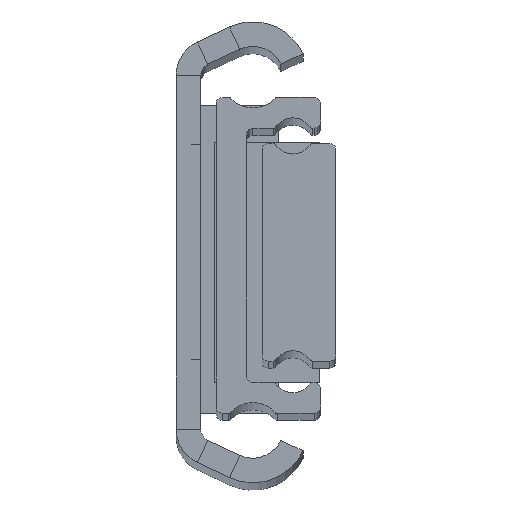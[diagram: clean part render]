
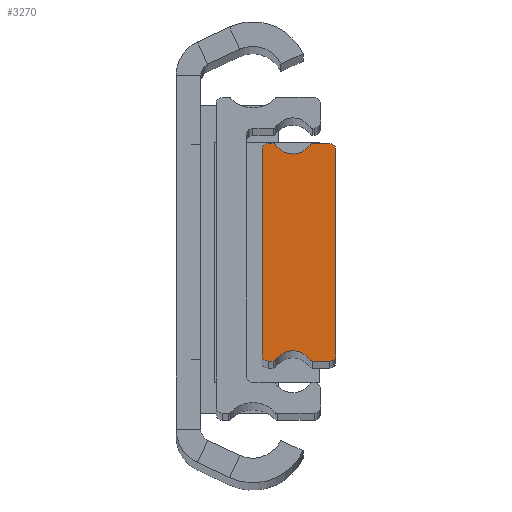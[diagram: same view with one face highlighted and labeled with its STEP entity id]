
A CAD part, top view. The second image highlights one B-rep face of the part: STEP entity #3270.
In plain terms, the highlighted planar face has unit normal (0, 0, 1).
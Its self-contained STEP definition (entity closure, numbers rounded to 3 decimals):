
#121 = CARTESIAN_POINT ( 'NONE',  ( -11., -17.687, 0. ) ) ;
#127 = CARTESIAN_POINT ( 'NONE',  ( -3.797, 17.688, 0. ) ) ;
#198 = DIRECTION ( 'NONE',  ( 1., 0., 0. ) ) ;
#204 = CIRCLE ( 'NONE', #3186, 3.4 ) ;
#245 = DIRECTION ( 'NONE',  ( 1., 0., 0. ) ) ;
#254 = CARTESIAN_POINT ( 'NONE',  ( -12., 16.688, 0. ) ) ;
#341 = CARTESIAN_POINT ( 'NONE',  ( -11., -17.687, 0. ) ) ;
#430 = ORIENTED_EDGE ( 'NONE', *, *, #3210, .T. ) ;
#448 = CIRCLE ( 'NONE', #3593, 0.5 ) ;
#480 = AXIS2_PLACEMENT_3D ( 'NONE', #4685, #3826, #198 ) ;
#484 = VERTEX_POINT ( 'NONE', #504 ) ;
#504 = CARTESIAN_POINT ( 'NONE',  ( -9.792, 17.473, 0. ) ) ;
#543 = CARTESIAN_POINT ( 'NONE',  ( -3.797, -17.688, 0. ) ) ;
#596 = DIRECTION ( 'NONE',  ( 0., 0., 1. ) ) ;
#614 = DIRECTION ( 'NONE',  ( 0., 0., 1. ) ) ;
#656 = DIRECTION ( 'NONE',  ( 0., 0., 1. ) ) ;
#692 = CARTESIAN_POINT ( 'NONE',  ( -3.797, -17.688, 0. ) ) ;
#836 = EDGE_CURVE ( 'NONE', #2908, #2278, #1993, .T. ) ;
#869 = DIRECTION ( 'NONE',  ( 0., 0., 1. ) ) ;
#888 = CARTESIAN_POINT ( 'NONE',  ( -4.208, 17.473, 0. ) ) ;
#951 = ORIENTED_EDGE ( 'NONE', *, *, #3175, .T. ) ;
#1006 = DIRECTION ( 'NONE',  ( -1., 0., 0. ) ) ;
#1040 = CIRCLE ( 'NONE', #2823, 0.5 ) ;
#1051 = CARTESIAN_POINT ( 'NONE',  ( -10.203, -17.688, 0. ) ) ;
#1199 = DIRECTION ( 'NONE',  ( 0., 0., -1. ) ) ;
#1319 = AXIS2_PLACEMENT_3D ( 'NONE', #2371, #656, #2296 ) ;
#1347 = EDGE_CURVE ( 'NONE', #4783, #2031, #4291, .T. ) ;
#1387 = VECTOR ( 'NONE', #4321, 1000. ) ;
#1409 = ORIENTED_EDGE ( 'NONE', *, *, #4102, .T. ) ;
#1418 = DIRECTION ( 'NONE',  ( 1., 0., 0. ) ) ;
#1441 = ORIENTED_EDGE ( 'NONE', *, *, #3537, .T. ) ;
#1468 = VECTOR ( 'NONE', #1006, 1000. ) ;
#1474 = CARTESIAN_POINT ( 'NONE',  ( -11., 16.687, 0. ) ) ;
#1532 = AXIS2_PLACEMENT_3D ( 'NONE', #4492, #869, #4550 ) ;
#1561 = VERTEX_POINT ( 'NONE', #2097 ) ;
#1606 = EDGE_CURVE ( 'NONE', #2953, #4433, #448, .T. ) ;
#1614 = CARTESIAN_POINT ( 'NONE',  ( -7., -19.412, 0. ) ) ;
#1618 = AXIS2_PLACEMENT_3D ( 'NONE', #1474, #3935, #1418 ) ;
#1701 = VERTEX_POINT ( 'NONE', #2681 ) ;
#1826 = CARTESIAN_POINT ( 'NONE',  ( -3.797, -17.188, 0. ) ) ;
#1897 = DIRECTION ( 'NONE',  ( 0., -1., 0. ) ) ;
#1900 = DIRECTION ( 'NONE',  ( 0., 0., 1. ) ) ;
#1904 = ORIENTED_EDGE ( 'NONE', *, *, #2404, .T. ) ;
#1929 = VERTEX_POINT ( 'NONE', #692 ) ;
#1993 = LINE ( 'NONE', #2417, #4560 ) ;
#2016 = EDGE_CURVE ( 'NONE', #3228, #4661, #4553, .T. ) ;
#2030 = DIRECTION ( 'NONE',  ( 1., 0., 0. ) ) ;
#2031 = VERTEX_POINT ( 'NONE', #3974 ) ;
#2090 = VERTEX_POINT ( 'NONE', #3310 ) ;
#2097 = CARTESIAN_POINT ( 'NONE',  ( -1., -17.688, 0. ) ) ;
#2112 = CIRCLE ( 'NONE', #480, 3.4 ) ;
#2142 = EDGE_CURVE ( 'NONE', #4702, #2953, #4708, .T. ) ;
#2161 = CARTESIAN_POINT ( 'NONE',  ( 0., -16.688, 0. ) ) ;
#2172 = DIRECTION ( 'NONE',  ( 1., 0., 0. ) ) ;
#2262 = FACE_OUTER_BOUND ( 'NONE', #2482, .T. ) ;
#2278 = VERTEX_POINT ( 'NONE', #2652 ) ;
#2296 = DIRECTION ( 'NONE',  ( 1., 0., 0. ) ) ;
#2345 = DIRECTION ( 'NONE',  ( 1., 0., 0. ) ) ;
#2371 = CARTESIAN_POINT ( 'NONE',  ( -1., -16.688, 0. ) ) ;
#2386 = EDGE_CURVE ( 'NONE', #4661, #1701, #2653, .T. ) ;
#2404 = EDGE_CURVE ( 'NONE', #2868, #1929, #1040, .T. ) ;
#2417 = CARTESIAN_POINT ( 'NONE',  ( -10.203, 17.688, 0. ) ) ;
#2422 = CARTESIAN_POINT ( 'NONE',  ( -3.797, 17.188, 0. ) ) ;
#2426 = DIRECTION ( 'NONE',  ( 0., 0., 1. ) ) ;
#2482 = EDGE_LOOP ( 'NONE', ( #1409, #4874, #2946, #4842, #4146, #1441, #1904, #4005, #430, #4017, #951, #3482, #3775, #2539, #3422, #5122 ) ) ;
#2507 = CARTESIAN_POINT ( 'NONE',  ( -1., 17.688, 0. ) ) ;
#2539 = ORIENTED_EDGE ( 'NONE', *, *, #4133, .T. ) ;
#2652 = CARTESIAN_POINT ( 'NONE',  ( -11., 17.688, 0. ) ) ;
#2653 = CIRCLE ( 'NONE', #5017, 0.5 ) ;
#2681 = CARTESIAN_POINT ( 'NONE',  ( -9.792, -17.473, 0. ) ) ;
#2823 = AXIS2_PLACEMENT_3D ( 'NONE', #1826, #614, #4221 ) ;
#2868 = VERTEX_POINT ( 'NONE', #3215 ) ;
#2908 = VERTEX_POINT ( 'NONE', #4027 ) ;
#2946 = ORIENTED_EDGE ( 'NONE', *, *, #4264, .T. ) ;
#2953 = VERTEX_POINT ( 'NONE', #127 ) ;
#3175 = EDGE_CURVE ( 'NONE', #2031, #4702, #5030, .T. ) ;
#3186 = AXIS2_PLACEMENT_3D ( 'NONE', #1614, #1199, #2345 ) ;
#3196 = DIRECTION ( 'NONE',  ( 1., 0., 0. ) ) ;
#3210 = EDGE_CURVE ( 'NONE', #1561, #4783, #3588, .T. ) ;
#3215 = CARTESIAN_POINT ( 'NONE',  ( -4.208, -17.473, 0. ) ) ;
#3224 = DIRECTION ( 'NONE',  ( -1., 0., 0. ) ) ;
#3227 = CIRCLE ( 'NONE', #1532, 0.5 ) ;
#3228 = VERTEX_POINT ( 'NONE', #341 ) ;
#3270 = ADVANCED_FACE ( 'NONE', ( #2262 ), #3492, .T. ) ;
#3307 = LINE ( 'NONE', #543, #3432 ) ;
#3310 = CARTESIAN_POINT ( 'NONE',  ( -12., 16.688, 0. ) ) ;
#3422 = ORIENTED_EDGE ( 'NONE', *, *, #5027, .T. ) ;
#3432 = VECTOR ( 'NONE', #2172, 1000. ) ;
#3482 = ORIENTED_EDGE ( 'NONE', *, *, #2142, .T. ) ;
#3492 = PLANE ( 'NONE',  #3509 ) ;
#3509 = AXIS2_PLACEMENT_3D ( 'NONE', #4657, #596, #4711 ) ;
#3537 = EDGE_CURVE ( 'NONE', #1701, #2868, #204, .T. ) ;
#3587 = EDGE_CURVE ( 'NONE', #1929, #1561, #3307, .T. ) ;
#3588 = CIRCLE ( 'NONE', #1319, 1. ) ;
#3593 = AXIS2_PLACEMENT_3D ( 'NONE', #2422, #4018, #4059 ) ;
#3623 = VERTEX_POINT ( 'NONE', #3718 ) ;
#3637 = CIRCLE ( 'NONE', #4222, 1. ) ;
#3718 = CARTESIAN_POINT ( 'NONE',  ( -12., -16.687, 0. ) ) ;
#3748 = AXIS2_PLACEMENT_3D ( 'NONE', #4371, #1900, #4688 ) ;
#3775 = ORIENTED_EDGE ( 'NONE', *, *, #1606, .T. ) ;
#3826 = DIRECTION ( 'NONE',  ( 0., 0., -1. ) ) ;
#3842 = DIRECTION ( 'NONE',  ( 0., 0., 1. ) ) ;
#3882 = LINE ( 'NONE', #254, #4649 ) ;
#3935 = DIRECTION ( 'NONE',  ( 0., 0., 1. ) ) ;
#3969 = CARTESIAN_POINT ( 'NONE',  ( 0., -16.688, 0. ) ) ;
#3974 = CARTESIAN_POINT ( 'NONE',  ( 0., 16.688, 0. ) ) ;
#4005 = ORIENTED_EDGE ( 'NONE', *, *, #3587, .T. ) ;
#4017 = ORIENTED_EDGE ( 'NONE', *, *, #1347, .T. ) ;
#4018 = DIRECTION ( 'NONE',  ( 0., 0., 1. ) ) ;
#4027 = CARTESIAN_POINT ( 'NONE',  ( -10.203, 17.688, 0. ) ) ;
#4059 = DIRECTION ( 'NONE',  ( 1., 0., 0. ) ) ;
#4102 = EDGE_CURVE ( 'NONE', #2278, #2090, #5063, .T. ) ;
#4133 = EDGE_CURVE ( 'NONE', #4433, #484, #2112, .T. ) ;
#4146 = ORIENTED_EDGE ( 'NONE', *, *, #2386, .T. ) ;
#4152 = VECTOR ( 'NONE', #3196, 1000. ) ;
#4170 = CARTESIAN_POINT ( 'NONE',  ( -10.203, -17.188, 0. ) ) ;
#4221 = DIRECTION ( 'NONE',  ( 1., 0., 0. ) ) ;
#4222 = AXIS2_PLACEMENT_3D ( 'NONE', #4416, #2426, #2030 ) ;
#4240 = EDGE_CURVE ( 'NONE', #2090, #3623, #3882, .T. ) ;
#4264 = EDGE_CURVE ( 'NONE', #3623, #3228, #3637, .T. ) ;
#4291 = LINE ( 'NONE', #3969, #1387 ) ;
#4321 = DIRECTION ( 'NONE',  ( 0., 1., 0. ) ) ;
#4371 = CARTESIAN_POINT ( 'NONE',  ( -1., 16.688, 0. ) ) ;
#4416 = CARTESIAN_POINT ( 'NONE',  ( -11., -16.687, 0. ) ) ;
#4433 = VERTEX_POINT ( 'NONE', #888 ) ;
#4492 = CARTESIAN_POINT ( 'NONE',  ( -10.203, 17.188, 0. ) ) ;
#4550 = DIRECTION ( 'NONE',  ( 1., 0., 0. ) ) ;
#4553 = LINE ( 'NONE', #121, #4152 ) ;
#4560 = VECTOR ( 'NONE', #3224, 1000. ) ;
#4607 = CARTESIAN_POINT ( 'NONE',  ( -1., 17.688, 0. ) ) ;
#4649 = VECTOR ( 'NONE', #1897, 1000. ) ;
#4657 = CARTESIAN_POINT ( 'NONE',  ( -11., 16.687, 0. ) ) ;
#4661 = VERTEX_POINT ( 'NONE', #1051 ) ;
#4685 = CARTESIAN_POINT ( 'NONE',  ( -7., 19.412, 0. ) ) ;
#4688 = DIRECTION ( 'NONE',  ( 1., 0., 0. ) ) ;
#4702 = VERTEX_POINT ( 'NONE', #2507 ) ;
#4708 = LINE ( 'NONE', #4607, #1468 ) ;
#4711 = DIRECTION ( 'NONE',  ( 1., 0., 0. ) ) ;
#4783 = VERTEX_POINT ( 'NONE', #2161 ) ;
#4842 = ORIENTED_EDGE ( 'NONE', *, *, #2016, .T. ) ;
#4874 = ORIENTED_EDGE ( 'NONE', *, *, #4240, .T. ) ;
#5017 = AXIS2_PLACEMENT_3D ( 'NONE', #4170, #3842, #245 ) ;
#5027 = EDGE_CURVE ( 'NONE', #484, #2908, #3227, .T. ) ;
#5030 = CIRCLE ( 'NONE', #3748, 1. ) ;
#5063 = CIRCLE ( 'NONE', #1618, 1. ) ;
#5122 = ORIENTED_EDGE ( 'NONE', *, *, #836, .T. ) ;
